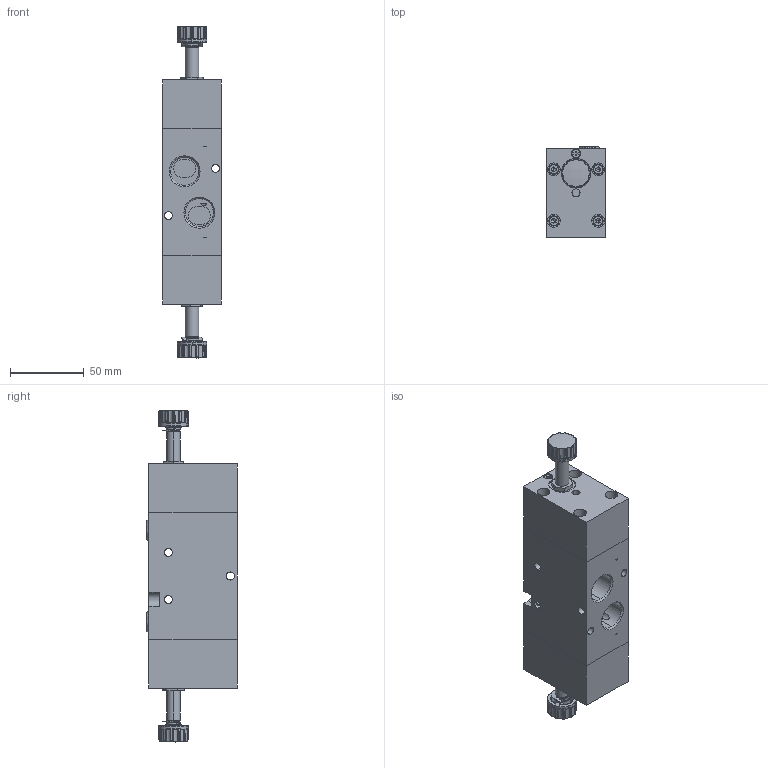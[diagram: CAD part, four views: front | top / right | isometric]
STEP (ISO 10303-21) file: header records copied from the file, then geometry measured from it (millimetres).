
FILE_DESCRIPTION (( 'STEP AP214' ), '1' );
FILE_NAME ('02_005_3.STEP', '2016-02-01T10:57:42', ( '' ), ( '' ), 'SwSTEP 2.0', 'SolidWorks 2016', '' );
FILE_SCHEMA (( 'AUTOMOTIVE_DESIGN' ));
Length unit declared in the file: millimetre
Products named in the file (1): 02_005_3
Bounding box: 40 x 61.5 x 225.2 mm (x, y, z)
Volume: 346303.9 mm3; surface area: 69583.2 mm2
Topology: 17 solids, 24 shells, 2477 faces, 5971 edges, 3577 vertices
Faces by surface type: cone 1189, cylinder 692, plane 464, bspline 132
Entity records: 84974 total; most frequent: CARTESIAN_POINT 21035, DIRECTION 12167, ORIENTED_EDGE 11878, EDGE_CURVE 5939, AXIS2_PLACEMENT_3D 4855, VERTEX_POINT 3577, EDGE_LOOP 2568, CIRCLE 2509
